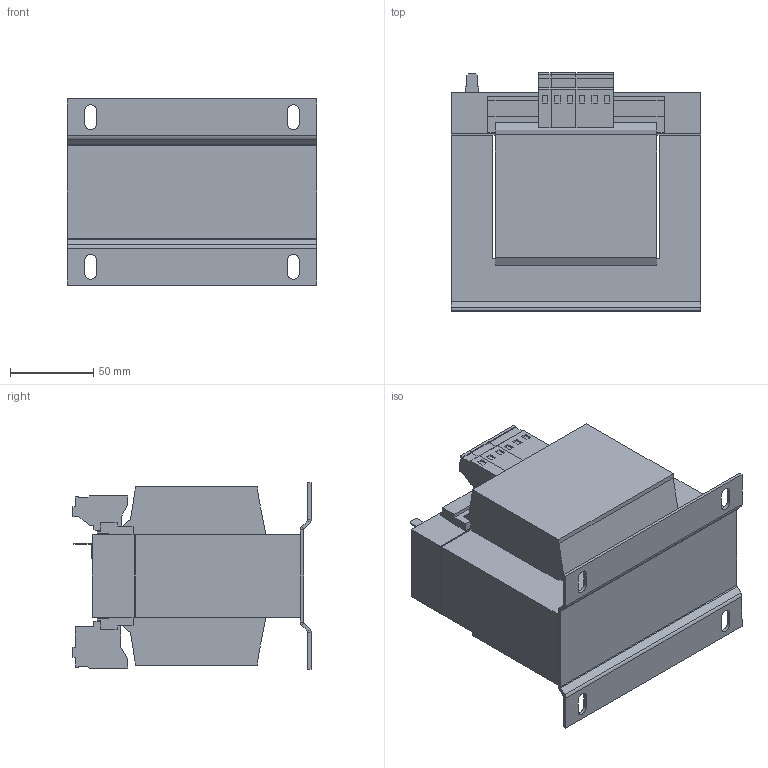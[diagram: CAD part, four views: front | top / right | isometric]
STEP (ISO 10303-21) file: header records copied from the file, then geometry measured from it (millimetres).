
FILE_DESCRIPTION (( 'STEP AP214' ), '1' );
FILE_NAME ('267290.STEP', '2020-07-16T10:46:57', ( '' ), ( '' ), 'SwSTEP 2.0', 'SolidWorks 2018', '' );
FILE_SCHEMA (( 'AUTOMOTIVE_DESIGN' ));
Length unit declared in the file: millimetre
Products named in the file (1): 267290
Bounding box: 150 x 143.25 x 112 mm (x, y, z)
Volume: 1457133.5 mm3; surface area: 144057.7 mm2
Topology: 1 solids, 1 shells, 315 faces, 786 edges, 491 vertices
Faces by surface type: plane 279, cylinder 36
Entity records: 9178 total; most frequent: CARTESIAN_POINT 1593, ORIENTED_EDGE 1572, DIRECTION 1490, EDGE_CURVE 786, VECTOR 714, LINE 714, VERTEX_POINT 491, AXIS2_PLACEMENT_3D 388
